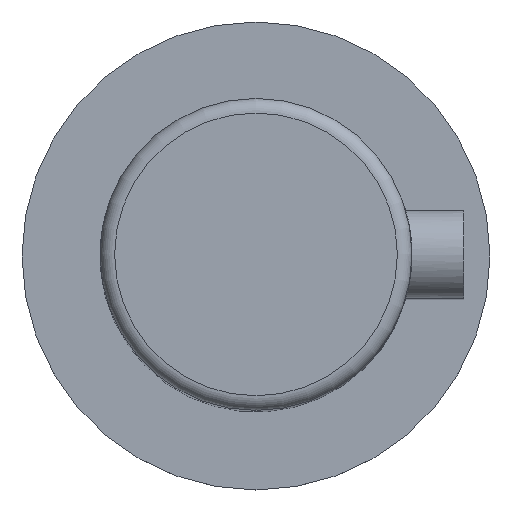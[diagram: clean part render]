
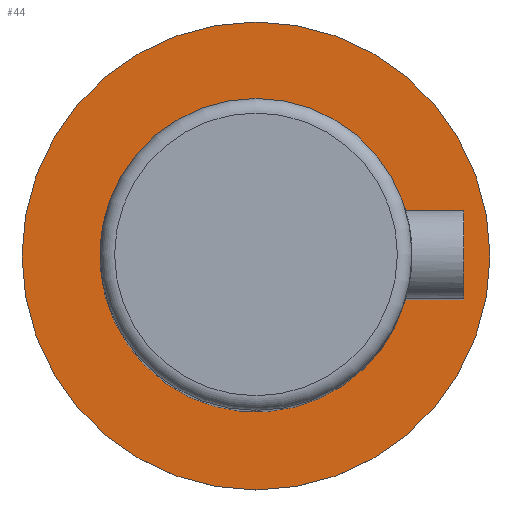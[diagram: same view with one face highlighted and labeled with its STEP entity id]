
A CAD part, top view. The second image highlights one B-rep face of the part: STEP entity #44.
In plain terms, the highlighted planar face has unit normal (0, 0, 1).
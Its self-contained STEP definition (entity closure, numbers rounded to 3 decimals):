
#44 = ADVANCED_FACE( '', ( #95, #96 ), #97, .T. );
#95 = FACE_OUTER_BOUND( '', #156, .T. );
#96 = FACE_BOUND( '', #157, .T. );
#97 = PLANE( '', #158 );
#156 = EDGE_LOOP( '', ( #221 ) );
#157 = EDGE_LOOP( '', ( #222, #223, #224, #225 ) );
#158 = AXIS2_PLACEMENT_3D( '', #226, #227, #228 );
#221 = ORIENTED_EDGE( '', *, *, #337, .T. );
#222 = ORIENTED_EDGE( '', *, *, #338, .F. );
#223 = ORIENTED_EDGE( '', *, *, #339, .F. );
#224 = ORIENTED_EDGE( '', *, *, #340, .F. );
#225 = ORIENTED_EDGE( '', *, *, #341, .F. );
#226 = CARTESIAN_POINT( '', ( 24., 0., -46.25 ) );
#227 = DIRECTION( '', ( 0., 0., 1. ) );
#228 = DIRECTION( '', ( 1., 0., 0. ) );
#337 = EDGE_CURVE( '', #390, #390, #391, .T. );
#338 = EDGE_CURVE( '', #392, #393, #394, .T. );
#339 = EDGE_CURVE( '', #395, #392, #396, .T. );
#340 = EDGE_CURVE( '', #397, #395, #398, .T. );
#341 = EDGE_CURVE( '', #393, #397, #399, .T. );
#390 = VERTEX_POINT( '', #495 );
#391 = CIRCLE( '', #496, 24. );
#392 = VERTEX_POINT( '', #497 );
#393 = VERTEX_POINT( '', #498 );
#394 = LINE( '', #499, #500 );
#395 = VERTEX_POINT( '', #501 );
#396 = LINE( '', #502, #503 );
#397 = VERTEX_POINT( '', #504 );
#398 = CIRCLE( '', #505, 16. );
#399 = LINE( '', #506, #507 );
#495 = CARTESIAN_POINT( '', ( 24., 0., -46.25 ) );
#496 = AXIS2_PLACEMENT_3D( '', #564, #565, #566 );
#497 = CARTESIAN_POINT( '', ( 21.309, -4.5, -46.25 ) );
#498 = CARTESIAN_POINT( '', ( 21.309, 4.5, -46.25 ) );
#499 = CARTESIAN_POINT( '', ( 21.309, -4.5, -46.25 ) );
#500 = VECTOR( '', #567, 1000. );
#501 = CARTESIAN_POINT( '', ( 15.354, -4.5, -46.25 ) );
#502 = CARTESIAN_POINT( '', ( 14.309, -4.5, -46.25 ) );
#503 = VECTOR( '', #568, 1000. );
#504 = CARTESIAN_POINT( '', ( 15.354, 4.5, -46.25 ) );
#505 = AXIS2_PLACEMENT_3D( '', #569, #570, #571 );
#506 = CARTESIAN_POINT( '', ( 21.309, 4.5, -46.25 ) );
#507 = VECTOR( '', #572, 1000. );
#564 = CARTESIAN_POINT( '', ( 0., 0., -46.25 ) );
#565 = DIRECTION( '', ( 0., 0., 1. ) );
#566 = DIRECTION( '', ( 1., 0., 0. ) );
#567 = DIRECTION( '', ( 0., 1., 0. ) );
#568 = DIRECTION( '', ( 1., 0., 0. ) );
#569 = CARTESIAN_POINT( '', ( 0., 0., -46.25 ) );
#570 = DIRECTION( '', ( 0., 0., 1. ) );
#571 = DIRECTION( '', ( 1., 0., 0. ) );
#572 = DIRECTION( '', ( -1., 0., 0. ) );
